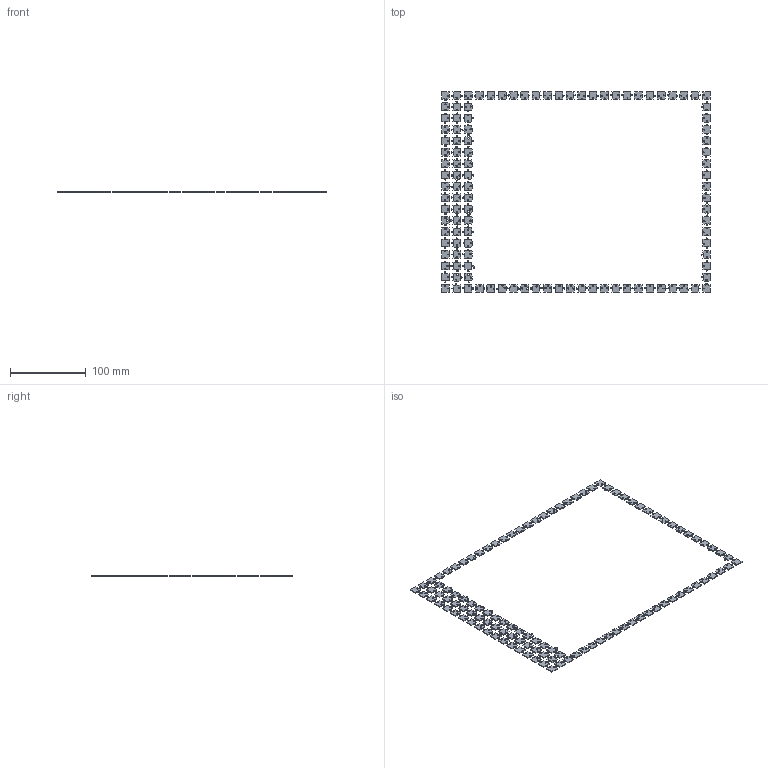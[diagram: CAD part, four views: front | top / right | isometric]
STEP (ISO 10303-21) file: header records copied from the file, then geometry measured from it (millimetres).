
FILE_DESCRIPTION(('HOOPS Exchange Step'),'2;1');
FILE_NAME('temp_export','2024-08-10T13:06:13+08:00',('sharma21'),('Shapr3D Limited'),'HOOPS Exchange 2024.2','Shapr3D','Authorized');
FILE_SCHEMA( ('AP242_MANAGED_MODEL_BASED_3D_ENGINEERING_MIM_LF {1 0 10303 442 1 1 4 }') );
Length unit declared in the file: millimetre
Products named in the file (1): root
Bounding box: 355 x 265 x 1 mm (x, y, z)
Volume: 11281.5 mm3; surface area: 28760.2 mm2
Topology: 112 solids, 112 shells, 672 faces, 1344 edges, 896 vertices
Faces by surface type: bspline 364, plane 308
Entity records: 22049 total; most frequent: CARTESIAN_POINT 10558, ORIENTED_EDGE 2688, EDGE_CURVE 1344, DIRECTION 1236, VERTEX_POINT 896, B_SPLINE_CURVE_WITH_KNOTS 728, EDGE_LOOP 672, FACE_BOUND 672
